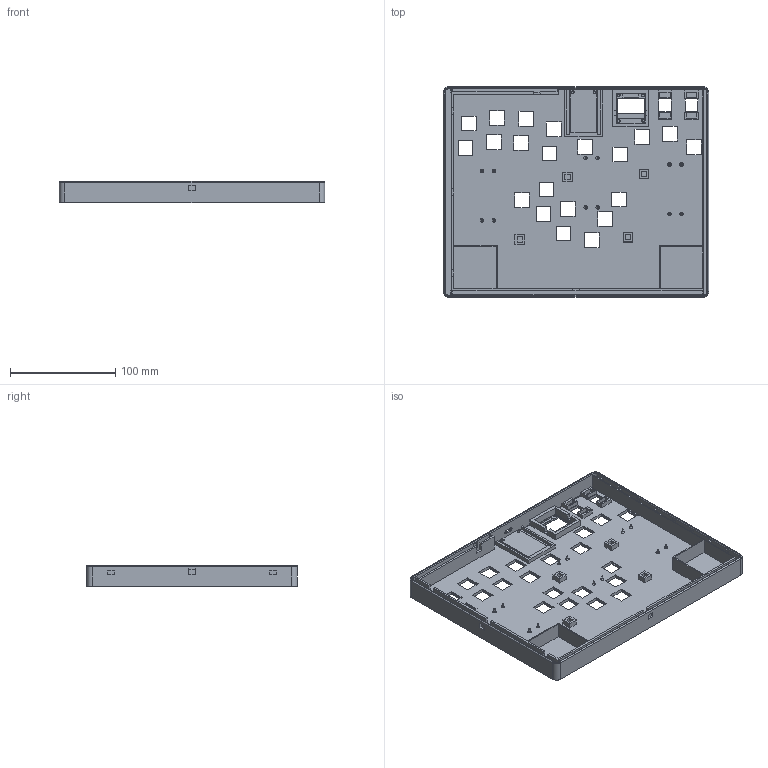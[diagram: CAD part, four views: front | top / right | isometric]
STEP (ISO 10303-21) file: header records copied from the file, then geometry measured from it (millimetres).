
FILE_DESCRIPTION(/* description */ (''),/* implementation_level */ '2;1');
FILE_NAME(/* name */ 'Frame.step',/* time_stamp */ '2025-08-20T11:54:07-04:00',/* author */ (''),/* organization */ (''),/* preprocessor_version */ 'ST-DEVELOPER v20.1',/* originating_system */ 'Autodesk Translation Framework v14.10.0.0',/* authorisation */ '');
FILE_SCHEMA (('AUTOMOTIVE_DESIGN { 1 0 10303 214 3 1 1 }'));
Length unit declared in the file: millimetre
Products named in the file (1): Body1
Bounding box: 252 x 200 x 20 mm (x, y, z)
Volume: 193904.9 mm3; surface area: 159262.3 mm2
Topology: 1 solids, 1 shells, 807 faces, 2251 edges, 1488 vertices
Faces by surface type: plane 711, cylinder 42, torus 26, cone 16, bspline 12
Full cylindrical faces by diameter (mm): 1.26 x12, 2.2 x2, 2.5 x4
Entity records: 25892 total; most frequent: CARTESIAN_POINT 4859, ORIENTED_EDGE 4502, DIRECTION 4037, EDGE_CURVE 2251, LINE 2057, VECTOR 2057, VERTEX_POINT 1488, AXIS2_PLACEMENT_3D 990
